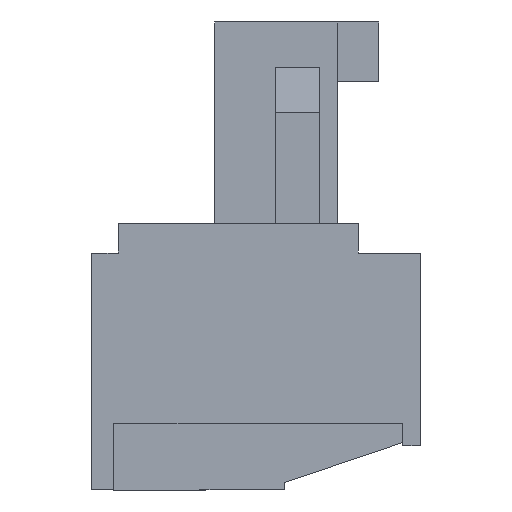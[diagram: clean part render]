
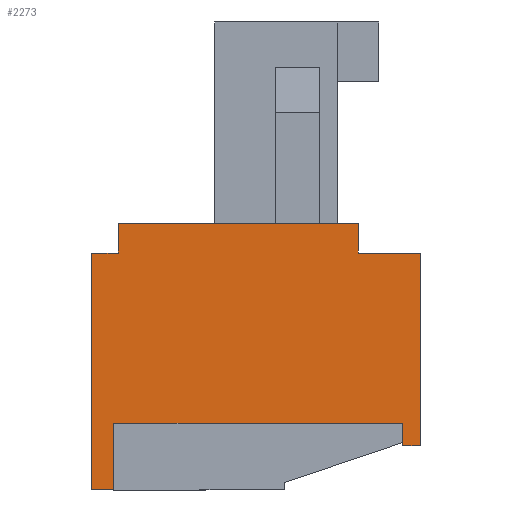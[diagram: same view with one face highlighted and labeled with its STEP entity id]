
A CAD part, left-side view. The second image highlights one B-rep face of the part: STEP entity #2273.
In plain terms, the highlighted planar face has unit normal (-1, 0, 0).
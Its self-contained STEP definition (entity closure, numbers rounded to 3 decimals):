
#2273 = ADVANCED_FACE( '', ( #4710 ), #4711, .F. );
#4710 = FACE_OUTER_BOUND( '', #7364, .T. );
#4711 = PLANE( '', #7365 );
#7364 = EDGE_LOOP( '', ( #13273, #13274, #13275, #13276, #13277, #13278, #13279, #13280, #13281, #13282, #13283, #13284 ) );
#7365 = AXIS2_PLACEMENT_3D( '', #13285, #13286, #13287 );
#13273 = ORIENTED_EDGE( '', *, *, #18155, .F. );
#13274 = ORIENTED_EDGE( '', *, *, #15817, .F. );
#13275 = ORIENTED_EDGE( '', *, *, #18156, .F. );
#13276 = ORIENTED_EDGE( '', *, *, #16190, .F. );
#13277 = ORIENTED_EDGE( '', *, *, #17781, .F. );
#13278 = ORIENTED_EDGE( '', *, *, #18157, .F. );
#13279 = ORIENTED_EDGE( '', *, *, #16672, .F. );
#13280 = ORIENTED_EDGE( '', *, *, #17969, .F. );
#13281 = ORIENTED_EDGE( '', *, *, #16371, .F. );
#13282 = ORIENTED_EDGE( '', *, *, #16685, .F. );
#13283 = ORIENTED_EDGE( '', *, *, #17344, .F. );
#13284 = ORIENTED_EDGE( '', *, *, #17913, .F. );
#13285 = CARTESIAN_POINT( '', ( -19.05, 0., 0. ) );
#13286 = DIRECTION( '', ( 1., 0., 0. ) );
#13287 = DIRECTION( '', ( 0., 0., -1. ) );
#15817 = EDGE_CURVE( '', #18830, #18832, #18833, .T. );
#16190 = EDGE_CURVE( '', #19488, #19484, #19490, .T. );
#16371 = EDGE_CURVE( '', #19802, #19804, #19805, .T. );
#16672 = EDGE_CURVE( '', #20305, #20306, #20307, .T. );
#16685 = EDGE_CURVE( '', #20323, #19802, #20325, .T. );
#17344 = EDGE_CURVE( '', #21345, #20323, #21347, .T. );
#17781 = EDGE_CURVE( '', #21979, #19488, #21981, .T. );
#17913 = EDGE_CURVE( '', #22153, #21345, #22155, .T. );
#17969 = EDGE_CURVE( '', #19804, #20305, #22229, .T. );
#18155 = EDGE_CURVE( '', #18832, #22153, #22459, .T. );
#18156 = EDGE_CURVE( '', #19484, #18830, #22460, .T. );
#18157 = EDGE_CURVE( '', #20306, #21979, #22461, .T. );
#18830 = VERTEX_POINT( '', #23262 );
#18832 = VERTEX_POINT( '', #23265 );
#18833 = LINE( '', #23266, #23267 );
#19484 = VERTEX_POINT( '', #24183 );
#19488 = VERTEX_POINT( '', #24189 );
#19490 = LINE( '', #24192, #24193 );
#19802 = VERTEX_POINT( '', #24641 );
#19804 = VERTEX_POINT( '', #24644 );
#19805 = LINE( '', #24645, #24646 );
#20305 = VERTEX_POINT( '', #25367 );
#20306 = VERTEX_POINT( '', #25368 );
#20307 = LINE( '', #25369, #25370 );
#20323 = VERTEX_POINT( '', #25394 );
#20325 = LINE( '', #25397, #25398 );
#21345 = VERTEX_POINT( '', #26893 );
#21347 = LINE( '', #26896, #26897 );
#21979 = VERTEX_POINT( '', #27855 );
#21981 = LINE( '', #27858, #27859 );
#22153 = VERTEX_POINT( '', #28123 );
#22155 = LINE( '', #28126, #28127 );
#22229 = LINE( '', #28236, #28237 );
#22459 = LINE( '', #28585, #28586 );
#22460 = LINE( '', #28587, #28588 );
#22461 = LINE( '', #28589, #28590 );
#23262 = CARTESIAN_POINT( '', ( -19.05, -4.05, 5. ) );
#23265 = CARTESIAN_POINT( '', ( -19.05, -4.05, 4. ) );
#23266 = CARTESIAN_POINT( '', ( -19.05, -4.05, 5. ) );
#23267 = VECTOR( '', #29420, 1000. );
#24183 = CARTESIAN_POINT( '', ( -19.05, 4.05, 5. ) );
#24189 = CARTESIAN_POINT( '', ( -19.05, 4.05, 4. ) );
#24192 = CARTESIAN_POINT( '', ( -19.05, 4.05, 4. ) );
#24193 = VECTOR( '', #29794, 1000. );
#24641 = CARTESIAN_POINT( '', ( -19.05, -5.55, -1.75 ) );
#24644 = CARTESIAN_POINT( '', ( -19.05, 4.2, -1.75 ) );
#24645 = CARTESIAN_POINT( '', ( -19.05, -5.55, -1.75 ) );
#24646 = VECTOR( '', #29973, 1000. );
#25367 = CARTESIAN_POINT( '', ( -19.05, 4.2, -4. ) );
#25368 = CARTESIAN_POINT( '', ( -19.05, 4.95, -4. ) );
#25369 = CARTESIAN_POINT( '', ( -19.05, 4.2, -4. ) );
#25370 = VECTOR( '', #30243, 1000. );
#25394 = CARTESIAN_POINT( '', ( -19.05, -5.55, -2.5 ) );
#25397 = CARTESIAN_POINT( '', ( -19.05, -5.55, -2.5 ) );
#25398 = VECTOR( '', #30253, 1000. );
#26893 = CARTESIAN_POINT( '', ( -19.05, -6.15, -2.5 ) );
#26896 = CARTESIAN_POINT( '', ( -19.05, -6.15, -2.5 ) );
#26897 = VECTOR( '', #30874, 1000. );
#27855 = CARTESIAN_POINT( '', ( -19.05, 4.95, 4. ) );
#27858 = CARTESIAN_POINT( '', ( -19.05, 4.95, 4. ) );
#27859 = VECTOR( '', #31223, 1000. );
#28123 = CARTESIAN_POINT( '', ( -19.05, -6.15, 4. ) );
#28126 = CARTESIAN_POINT( '', ( -19.05, -6.15, 4. ) );
#28127 = VECTOR( '', #31335, 1000. );
#28236 = CARTESIAN_POINT( '', ( -19.05, 4.2, -1.75 ) );
#28237 = VECTOR( '', #31389, 1000. );
#28585 = CARTESIAN_POINT( '', ( -19.05, -4.05, 4. ) );
#28586 = VECTOR( '', #31523, 1000. );
#28587 = CARTESIAN_POINT( '', ( -19.05, 4.05, 5. ) );
#28588 = VECTOR( '', #31524, 1000. );
#28589 = CARTESIAN_POINT( '', ( -19.05, 4.95, -4. ) );
#28590 = VECTOR( '', #31525, 1000. );
#29420 = DIRECTION( '', ( 0., 0., -1. ) );
#29794 = DIRECTION( '', ( 0., 0., 1. ) );
#29973 = DIRECTION( '', ( 0., 1., 0. ) );
#30243 = DIRECTION( '', ( 0., 1., 0. ) );
#30253 = DIRECTION( '', ( 0., 0., 1. ) );
#30874 = DIRECTION( '', ( 0., 1., 0. ) );
#31223 = DIRECTION( '', ( 0., -1., 0. ) );
#31335 = DIRECTION( '', ( 0., 0., -1. ) );
#31389 = DIRECTION( '', ( 0., 0., -1. ) );
#31523 = DIRECTION( '', ( 0., -1., 0. ) );
#31524 = DIRECTION( '', ( 0., -1., 0. ) );
#31525 = DIRECTION( '', ( 0., 0., 1. ) );
